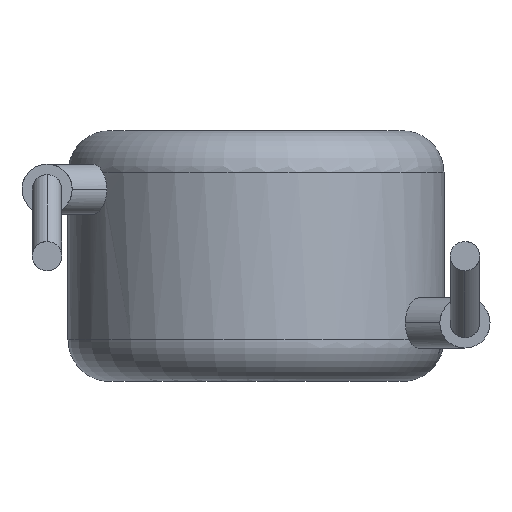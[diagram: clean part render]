
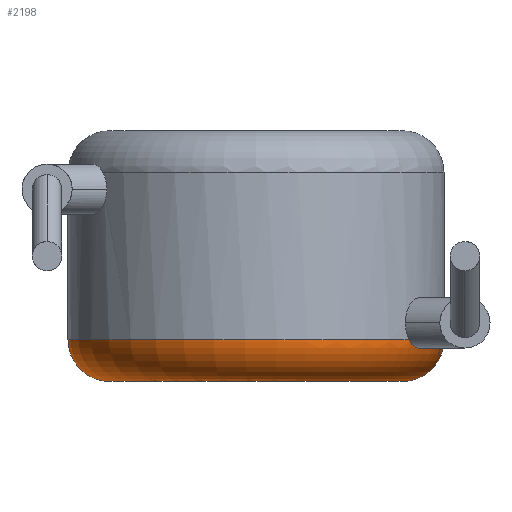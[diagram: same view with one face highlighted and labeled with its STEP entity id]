
A CAD part, front view. The second image highlights one B-rep face of the part: STEP entity #2198.
In plain terms, the highlighted toroidal (fillet/blend) face has major radius 3.5 mm and minor radius 1 mm.
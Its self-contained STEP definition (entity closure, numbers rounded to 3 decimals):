
#23 = TOROIDAL_SURFACE ( 'NONE', #2834, 3.5, 1. ) ;
#28 = AXIS2_PLACEMENT_3D ( 'NONE', #1959, #171, #2587 ) ;
#39 = DIRECTION ( 'NONE',  ( 0., 0., 1. ) ) ;
#171 = DIRECTION ( 'NONE',  ( 0., -1., 0. ) ) ;
#215 = ORIENTED_EDGE ( 'NONE', *, *, #2459, .T. ) ;
#237 = ORIENTED_EDGE ( 'NONE', *, *, #2590, .F. ) ;
#283 = CARTESIAN_POINT ( 'NONE',  ( -4.5, 0., 1. ) ) ;
#500 = CARTESIAN_POINT ( 'NONE',  ( 3.5, 0., 0. ) ) ;
#533 = AXIS2_PLACEMENT_3D ( 'NONE', #1560, #3016, #2752 ) ;
#597 = DIRECTION ( 'NONE',  ( -1., 0., 0. ) ) ;
#627 = CARTESIAN_POINT ( 'NONE',  ( 3.806, -2.372, 0.818 ) ) ;
#637 = CARTESIAN_POINT ( 'NONE',  ( -3.5, 0., 0. ) ) ;
#702 = AXIS2_PLACEMENT_3D ( 'NONE', #2527, #39, #1945 ) ;
#765 = DIRECTION ( 'NONE',  ( 0., 0., 1. ) ) ;
#810 = CARTESIAN_POINT ( 'NONE',  ( 4.5, 0., 1. ) ) ;
#848 = CIRCLE ( 'NONE', #2305, 4.5 ) ;
#1024 = VERTEX_POINT ( 'NONE', #3512 ) ;
#1169 = EDGE_CURVE ( 'NONE', #1024, #2475, #2404, .T. ) ;
#1256 = CARTESIAN_POINT ( 'NONE',  ( 3.93, -2.152, 0.8 ) ) ;
#1350 = ORIENTED_EDGE ( 'NONE', *, *, #2381, .T. ) ;
#1542 = CARTESIAN_POINT ( 'NONE',  ( 3.731, -2.506, 0.886 ) ) ;
#1560 = CARTESIAN_POINT ( 'NONE',  ( 0., 0., 0. ) ) ;
#1577 = CARTESIAN_POINT ( 'NONE',  ( 4.086, -1.886, 0.937 ) ) ;
#1609 = VERTEX_POINT ( 'NONE', #637 ) ;
#1735 = DIRECTION ( 'NONE',  ( 1., 0., 0. ) ) ;
#1810 = B_SPLINE_CURVE_WITH_KNOTS ( 'NONE', 3,
 ( #1857, #1577, #2382, #3354, #1256, #2430, #627, #1542, #2466, #2445 ),
 .UNSPECIFIED., .F., .F.,
 ( 4, 2, 2, 2, 4 ),
 ( 0., 0., 0.001, 0.001, 0.001 ),
 .UNSPECIFIED. ) ;
#1857 = CARTESIAN_POINT ( 'NONE',  ( 4.11, -1.833, 1. ) ) ;
#1884 = ORIENTED_EDGE ( 'NONE', *, *, #1169, .F. ) ;
#1915 = VERTEX_POINT ( 'NONE', #2603 ) ;
#1945 = DIRECTION ( 'NONE',  ( 1., 0., 0. ) ) ;
#1959 = CARTESIAN_POINT ( 'NONE',  ( 3.5, 0., 1. ) ) ;
#2198 = ADVANCED_FACE ( 'NONE', ( #2978 ), #23, .T. ) ;
#2210 = ORIENTED_EDGE ( 'NONE', *, *, #2848, .F. ) ;
#2298 = CIRCLE ( 'NONE', #28, 1. ) ;
#2305 = AXIS2_PLACEMENT_3D ( 'NONE', #2921, #2323, #3490 ) ;
#2323 = DIRECTION ( 'NONE',  ( 0., 0., 1. ) ) ;
#2331 = CARTESIAN_POINT ( 'NONE',  ( 0., 0., 1. ) ) ;
#2346 = ORIENTED_EDGE ( 'NONE', *, *, #2943, .F. ) ;
#2381 = EDGE_CURVE ( 'NONE', #1024, #1915, #1810, .T. ) ;
#2382 = CARTESIAN_POINT ( 'NONE',  ( 4.052, -1.946, 0.887 ) ) ;
#2404 = CIRCLE ( 'NONE', #702, 4.5 ) ;
#2430 = CARTESIAN_POINT ( 'NONE',  ( 3.847, -2.297, 0.8 ) ) ;
#2445 = CARTESIAN_POINT ( 'NONE',  ( 3.664, -2.613, 1. ) ) ;
#2459 = EDGE_CURVE ( 'NONE', #3592, #2475, #2298, .T. ) ;
#2466 = CARTESIAN_POINT ( 'NONE',  ( 3.697, -2.567, 0.936 ) ) ;
#2475 = VERTEX_POINT ( 'NONE', #810 ) ;
#2527 = CARTESIAN_POINT ( 'NONE',  ( 0., 0., 1. ) ) ;
#2587 = DIRECTION ( 'NONE',  ( 0., 0., -1. ) ) ;
#2590 = EDGE_CURVE ( 'NONE', #1609, #2866, #3271, .T. ) ;
#2603 = CARTESIAN_POINT ( 'NONE',  ( 3.664, -2.613, 1. ) ) ;
#2752 = DIRECTION ( 'NONE',  ( 1., 0., 0. ) ) ;
#2780 = AXIS2_PLACEMENT_3D ( 'NONE', #3362, #3679, #597 ) ;
#2834 = AXIS2_PLACEMENT_3D ( 'NONE', #2331, #765, #1735 ) ;
#2848 = EDGE_CURVE ( 'NONE', #2866, #1915, #848, .T. ) ;
#2866 = VERTEX_POINT ( 'NONE', #283 ) ;
#2921 = CARTESIAN_POINT ( 'NONE',  ( 0., 0., 1. ) ) ;
#2943 = EDGE_CURVE ( 'NONE', #3592, #1609, #3347, .T. ) ;
#2978 = FACE_OUTER_BOUND ( 'NONE', #3485, .T. ) ;
#3016 = DIRECTION ( 'NONE',  ( 0., 0., -1. ) ) ;
#3271 = CIRCLE ( 'NONE', #2780, 1. ) ;
#3347 = CIRCLE ( 'NONE', #533, 3.5 ) ;
#3354 = CARTESIAN_POINT ( 'NONE',  ( 3.974, -2.079, 0.818 ) ) ;
#3362 = CARTESIAN_POINT ( 'NONE',  ( -3.5, 0., 1. ) ) ;
#3485 = EDGE_LOOP ( 'NONE', ( #237, #2346, #215, #1884, #1350, #2210 ) ) ;
#3490 = DIRECTION ( 'NONE',  ( 1., 0., 0. ) ) ;
#3512 = CARTESIAN_POINT ( 'NONE',  ( 4.11, -1.833, 1. ) ) ;
#3592 = VERTEX_POINT ( 'NONE', #500 ) ;
#3679 = DIRECTION ( 'NONE',  ( 0., 1., 0. ) ) ;
